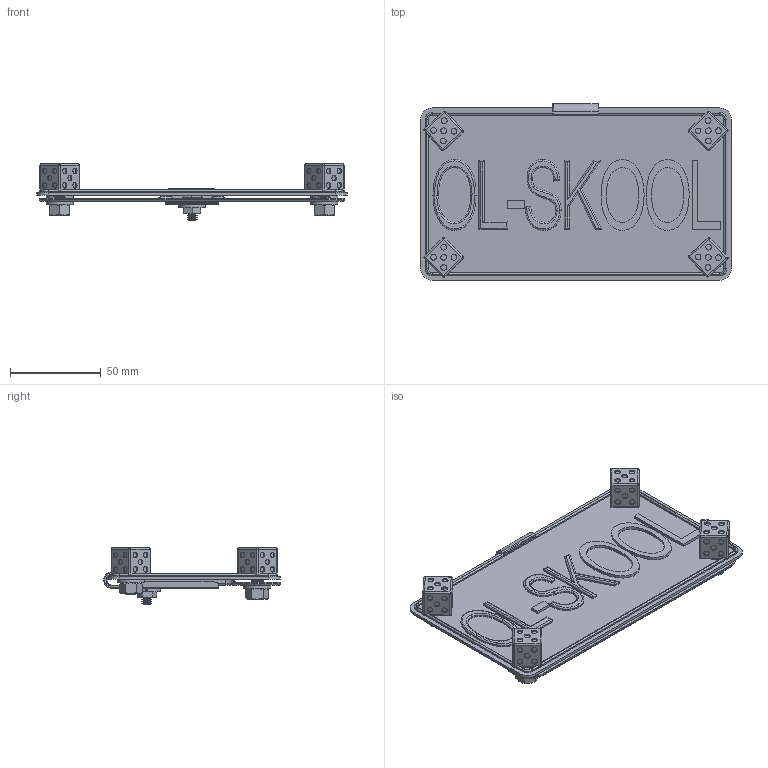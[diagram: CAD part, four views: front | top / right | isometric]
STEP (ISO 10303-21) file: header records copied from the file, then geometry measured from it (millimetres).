
FILE_DESCRIPTION (( 'STEP AP214' ), '1' );
FILE_NAME ('License Plate Bracket Assembly.STEP', '2013-02-16T20:04:37', ( '' ), ( '' ), 'SwSTEP 2.0', 'SolidWorks 2012', '' );
FILE_SCHEMA (( 'AUTOMOTIVE_DESIGN' ));
Length unit declared in the file: inch
Products named in the file (9): 09-Bracket Nut-Hex-HNUT 0.25-20-D-S_HNUT 0.25-20-D-S; 11-Black Dice LicPlate Bolts-X4; 10-License Plate; 14-Hex Nut-MSHXNUT 0.19-24-S-S_MSHXNUT 0.19-24-S-S; 13-RoundTop Philips Screw-24tpi-CR-OHMS 0.216-24x0.625x0.625-S_CR-OHMS 0.216-24x0.625x0.625-S; 12-Lock Washer-Regular LW 0.3125_Regular LW 0.3125; 06-License Plate Bracket Slide; 05-License plate bracket; License Plate Bracket Assembly
Assembly tree (18 placements, depth 2):
  License Plate Bracket Assembly
    05-License plate bracket
    06-License Plate Bracket Slide
    12-Lock Washer-Regular LW 0.3125_Regular LW 0.3125  x5
    13-RoundTop Philips Screw-24tpi-CR-OHMS 0.216-24x0.625x0.625-S_CR-OHMS 0.216-24x0.625x0.625-S
    14-Hex Nut-MSHXNUT 0.19-24-S-S_MSHXNUT 0.19-24-S-S
    10-License Plate
    11-Black Dice LicPlate Bolts-X4  x4
    09-Bracket Nut-Hex-HNUT 0.25-20-D-S_HNUT 0.25-20-D-S  x4
Bounding box: 171.45 x 97.58 x 31.23 mm (x, y, z)
Volume: 60784.7 mm3; surface area: 64324.9 mm2
Topology: 18 solids, 22 shells, 1190 faces, 2655 edges, 1593 vertices
Faces by surface type: cylinder 520, plane 308, cone 218, bspline 80, sphere 38, torus 26
Entity records: 27862 total; most frequent: CARTESIAN_POINT 10367, ORIENTED_EDGE 2810, DIRECTION 2785, EDGE_CURVE 1405, AXIS2_PLACEMENT_3D 1078, VERTEX_POINT 853, EDGE_LOOP 670, LINE 629
